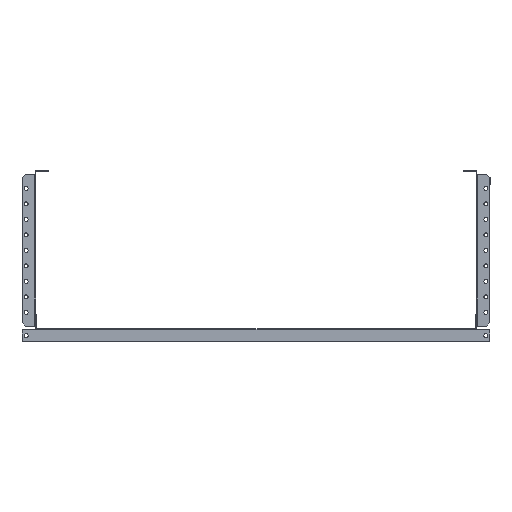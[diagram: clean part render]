
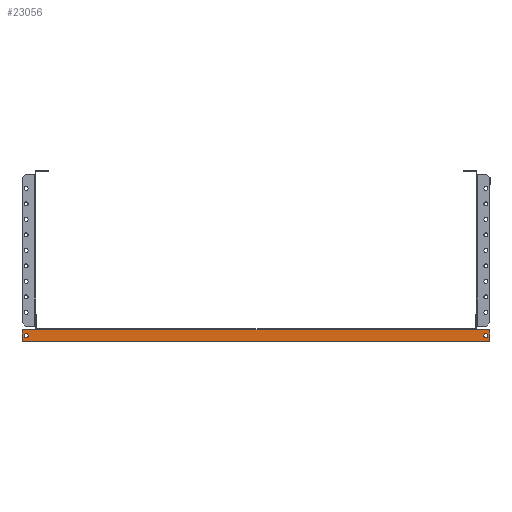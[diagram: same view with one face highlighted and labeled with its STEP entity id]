
A CAD part, left-side view. The second image highlights one B-rep face of the part: STEP entity #23056.
In plain terms, the highlighted planar face has unit normal (-1, 0, 0).
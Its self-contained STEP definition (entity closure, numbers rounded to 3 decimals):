
#221 = VERTEX_POINT ( 'NONE', #36995 ) ;
#1272 = CIRCLE ( 'NONE', #32970, 3.25 ) ;
#1690 = ORIENTED_EDGE ( 'NONE', *, *, #57936, .T. ) ;
#2133 = AXIS2_PLACEMENT_3D ( 'NONE', #24962, #25845, #2722 ) ;
#2416 = CARTESIAN_POINT ( 'NONE',  ( 0., 0., 0. ) ) ;
#2722 = DIRECTION ( 'NONE',  ( 0., 0., 1. ) ) ;
#6241 = CARTESIAN_POINT ( 'NONE',  ( 0., 731., -2. ) ) ;
#7964 = VECTOR ( 'NONE', #29232, 1000. ) ;
#8684 = ORIENTED_EDGE ( 'NONE', *, *, #39479, .F. ) ;
#9339 = ORIENTED_EDGE ( 'NONE', *, *, #13158, .T. ) ;
#10397 = VECTOR ( 'NONE', #25115, 1000. ) ;
#11311 = CARTESIAN_POINT ( 'NONE',  ( 0., 0., -2. ) ) ;
#11676 = VERTEX_POINT ( 'NONE', #14199 ) ;
#12623 = CARTESIAN_POINT ( 'NONE',  ( 0., 724.5, -14.75 ) ) ;
#12766 = CARTESIAN_POINT ( 'NONE',  ( 0., -24., -21. ) ) ;
#12884 = CARTESIAN_POINT ( 'NONE',  ( 0., 731., -2. ) ) ;
#13158 = EDGE_CURVE ( 'NONE', #221, #57977, #39702, .T. ) ;
#13468 = DIRECTION ( 'NONE',  ( 1., 0., 0. ) ) ;
#13838 = EDGE_CURVE ( 'NONE', #28530, #57234, #29599, .T. ) ;
#14199 = CARTESIAN_POINT ( 'NONE',  ( 0., 724.5, -8.25 ) ) ;
#15868 = ORIENTED_EDGE ( 'NONE', *, *, #13838, .T. ) ;
#16214 = DIRECTION ( 'NONE',  ( 0., 0., 1. ) ) ;
#17480 = CIRCLE ( 'NONE', #49118, 3.25 ) ;
#18328 = VERTEX_POINT ( 'NONE', #11311 ) ;
#18342 = EDGE_CURVE ( 'NONE', #57977, #39146, #52469, .T. ) ;
#19800 = EDGE_LOOP ( 'NONE', ( #43802, #52583 ) ) ;
#20051 = VECTOR ( 'NONE', #44608, 1000. ) ;
#21331 = FACE_BOUND ( 'NONE', #19800, .T. ) ;
#22300 = DIRECTION ( 'NONE',  ( 0., 1., 0. ) ) ;
#22310 = CARTESIAN_POINT ( 'NONE',  ( 0., -17.5, -8.25 ) ) ;
#23056 = ADVANCED_FACE ( 'NONE', ( #21331, #34828, #57972 ), #40220, .T. ) ;
#24685 = VECTOR ( 'NONE', #25882, 1000. ) ;
#24962 = CARTESIAN_POINT ( 'NONE',  ( 0., -17.5, -11.5 ) ) ;
#25115 = DIRECTION ( 'NONE',  ( 0., 0., 1. ) ) ;
#25845 = DIRECTION ( 'NONE',  ( 1., 0., 0. ) ) ;
#25882 = DIRECTION ( 'NONE',  ( 0., 1., 0. ) ) ;
#25994 = CARTESIAN_POINT ( 'NONE',  ( 0., -24., -2. ) ) ;
#26290 = LINE ( 'NONE', #30488, #20051 ) ;
#26790 = ORIENTED_EDGE ( 'NONE', *, *, #18342, .T. ) ;
#28018 = CIRCLE ( 'NONE', #2133, 3.25 ) ;
#28530 = VERTEX_POINT ( 'NONE', #12766 ) ;
#29232 = DIRECTION ( 'NONE',  ( 0., 1., 0. ) ) ;
#29599 = LINE ( 'NONE', #25994, #10397 ) ;
#30475 = CARTESIAN_POINT ( 'NONE',  ( 0., 731., -21. ) ) ;
#30488 = CARTESIAN_POINT ( 'NONE',  ( 0., 707., -21. ) ) ;
#30908 = CARTESIAN_POINT ( 'NONE',  ( 0., -17.5, -11.5 ) ) ;
#31335 = CARTESIAN_POINT ( 'NONE',  ( 0., -24., -2. ) ) ;
#32181 = CARTESIAN_POINT ( 'NONE',  ( 0., 0., -2. ) ) ;
#32970 = AXIS2_PLACEMENT_3D ( 'NONE', #30908, #13468, #49807 ) ;
#33230 = CARTESIAN_POINT ( 'NONE',  ( 0., -17.5, -14.75 ) ) ;
#33737 = LINE ( 'NONE', #56574, #7964 ) ;
#34151 = DIRECTION ( 'NONE',  ( 1., 0., 0. ) ) ;
#34423 = DIRECTION ( 'NONE',  ( 0., 0., -1. ) ) ;
#34828 = FACE_BOUND ( 'NONE', #57627, .T. ) ;
#35443 = EDGE_LOOP ( 'NONE', ( #8684, #15868, #50747, #38845, #9339, #26790 ) ) ;
#36656 = ORIENTED_EDGE ( 'NONE', *, *, #54812, .T. ) ;
#36995 = CARTESIAN_POINT ( 'NONE',  ( 0., 707., -2. ) ) ;
#38286 = CARTESIAN_POINT ( 'NONE',  ( 0., 707., -2. ) ) ;
#38379 = CARTESIAN_POINT ( 'NONE',  ( 0., 724.5, -11.5 ) ) ;
#38516 = EDGE_CURVE ( 'NONE', #49157, #11676, #40107, .T. ) ;
#38845 = ORIENTED_EDGE ( 'NONE', *, *, #44039, .T. ) ;
#38890 = VECTOR ( 'NONE', #22300, 1000. ) ;
#39146 = VERTEX_POINT ( 'NONE', #30475 ) ;
#39479 = EDGE_CURVE ( 'NONE', #28530, #39146, #26290, .T. ) ;
#39702 = LINE ( 'NONE', #38286, #24685 ) ;
#40107 = CIRCLE ( 'NONE', #47774, 3.25 ) ;
#40220 = PLANE ( 'NONE',  #46955 ) ;
#42893 = DIRECTION ( 'NONE',  ( 0., 0., -1. ) ) ;
#43148 = EDGE_CURVE ( 'NONE', #11676, #49157, #17480, .T. ) ;
#43802 = ORIENTED_EDGE ( 'NONE', *, *, #38516, .T. ) ;
#44039 = EDGE_CURVE ( 'NONE', #18328, #221, #33737, .T. ) ;
#44608 = DIRECTION ( 'NONE',  ( 0., 1., 0. ) ) ;
#45722 = VECTOR ( 'NONE', #34423, 1000. ) ;
#46955 = AXIS2_PLACEMENT_3D ( 'NONE', #2416, #58556, #16214 ) ;
#47774 = AXIS2_PLACEMENT_3D ( 'NONE', #38379, #34151, #42893 ) ;
#47991 = DIRECTION ( 'NONE',  ( 1., 0., 0. ) ) ;
#48684 = EDGE_CURVE ( 'NONE', #57234, #18328, #55325, .T. ) ;
#49118 = AXIS2_PLACEMENT_3D ( 'NONE', #57311, #47991, #53395 ) ;
#49157 = VERTEX_POINT ( 'NONE', #12623 ) ;
#49807 = DIRECTION ( 'NONE',  ( 0., 0., 1. ) ) ;
#49923 = VERTEX_POINT ( 'NONE', #22310 ) ;
#50747 = ORIENTED_EDGE ( 'NONE', *, *, #48684, .T. ) ;
#50794 = VERTEX_POINT ( 'NONE', #33230 ) ;
#52469 = LINE ( 'NONE', #6241, #45722 ) ;
#52583 = ORIENTED_EDGE ( 'NONE', *, *, #43148, .T. ) ;
#53395 = DIRECTION ( 'NONE',  ( 0., 0., -1. ) ) ;
#54812 = EDGE_CURVE ( 'NONE', #49923, #50794, #28018, .T. ) ;
#55325 = LINE ( 'NONE', #32181, #38890 ) ;
#56574 = CARTESIAN_POINT ( 'NONE',  ( 0., 0., -2. ) ) ;
#57234 = VERTEX_POINT ( 'NONE', #31335 ) ;
#57311 = CARTESIAN_POINT ( 'NONE',  ( 0., 724.5, -11.5 ) ) ;
#57627 = EDGE_LOOP ( 'NONE', ( #1690, #36656 ) ) ;
#57936 = EDGE_CURVE ( 'NONE', #50794, #49923, #1272, .T. ) ;
#57972 = FACE_OUTER_BOUND ( 'NONE', #35443, .T. ) ;
#57977 = VERTEX_POINT ( 'NONE', #12884 ) ;
#58556 = DIRECTION ( 'NONE',  ( -1., 0., 0. ) ) ;
